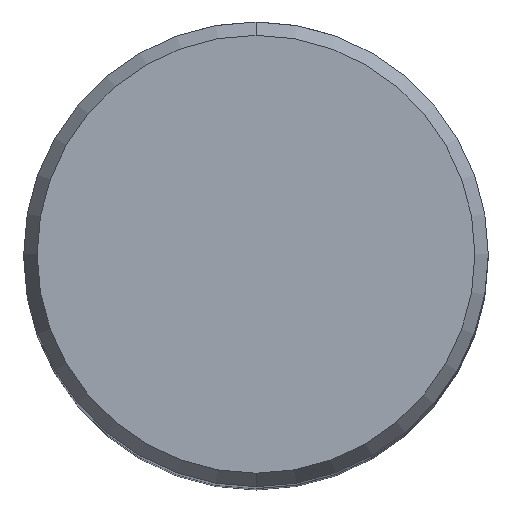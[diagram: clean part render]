
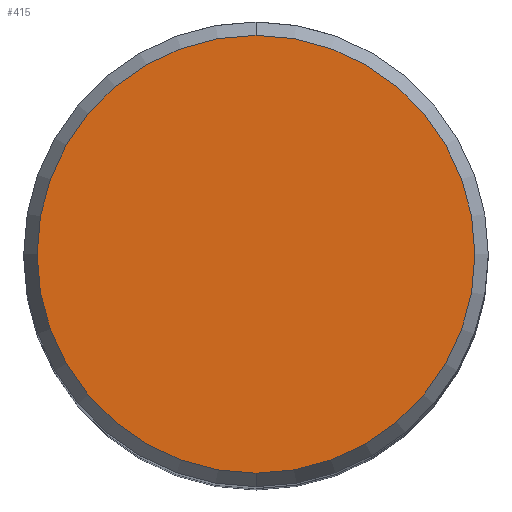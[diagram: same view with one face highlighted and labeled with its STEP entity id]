
A CAD part, top view. The second image highlights one B-rep face of the part: STEP entity #415.
In plain terms, the highlighted planar face has unit normal (0, 0, 1).
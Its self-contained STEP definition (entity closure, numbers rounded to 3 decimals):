
#343=EDGE_CURVE('',#489,#455,#723,.T.);
#415=ADVANCED_FACE('',(#802),#803,.T.);
#455=VERTEX_POINT('',#848);
#489=VERTEX_POINT('',#887);
#499=EDGE_CURVE('',#455,#489,#897,.T.);
#723=CIRCLE('',#1246,15.076);
#802=FACE_OUTER_BOUND('',#1529,.T.);
#803=PLANE('',#1530);
#848=CARTESIAN_POINT('',(0.,-15.076,0.0));
#887=CARTESIAN_POINT('',(0.0,15.076,0.0));
#897=CIRCLE('',#1735,15.076);
#1246=AXIS2_PLACEMENT_3D('',#2047,#2048,#2049);
#1529=EDGE_LOOP('',(#2145,#2146));
#1530=AXIS2_PLACEMENT_3D('',#2147,#2148,#2149);
#1735=AXIS2_PLACEMENT_3D('',#2242,#2243,#2244);
#2047=CARTESIAN_POINT('',(0.0,0.0,0.0));
#2048=DIRECTION('',(0.0,0.0,-1.0));
#2049=DIRECTION('',(0.0,1.0,0.0));
#2145=ORIENTED_EDGE('',*,*,#343,.F.);
#2146=ORIENTED_EDGE('',*,*,#499,.F.);
#2147=CARTESIAN_POINT('',(0.0,7.538,0.0));
#2148=DIRECTION('',(-0.0,0.0,1.0));
#2149=DIRECTION('',(0.0,-1.0,0.0));
#2242=CARTESIAN_POINT('',(0.0,0.0,0.0));
#2243=DIRECTION('',(0.0,0.0,-1.0));
#2244=DIRECTION('',(0.0,1.0,0.0));
